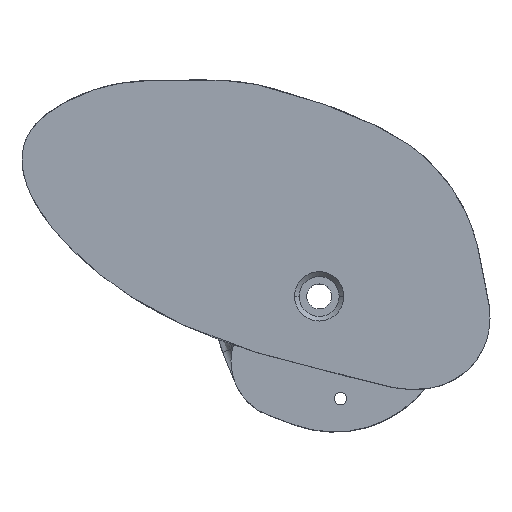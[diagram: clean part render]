
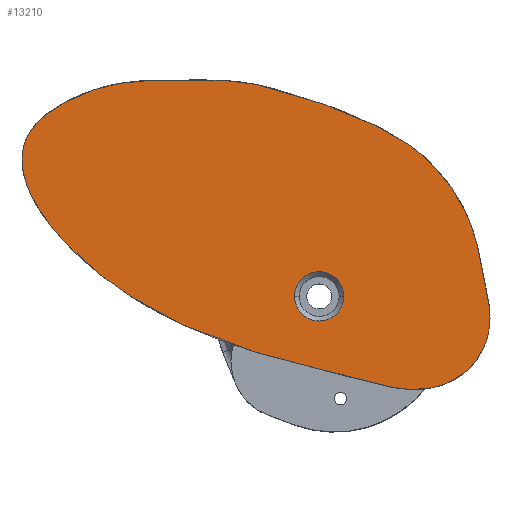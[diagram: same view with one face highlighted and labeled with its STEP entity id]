
A CAD part, top view. The second image highlights one B-rep face of the part: STEP entity #13210.
In plain terms, the highlighted planar face has unit normal (0, 0, 1).
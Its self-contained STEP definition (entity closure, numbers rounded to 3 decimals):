
#235 = EDGE_CURVE ( 'NONE', #11661, #1185, #5448, .T. ) ;
#457 = EDGE_LOOP ( 'NONE', ( #7801, #5377 ) ) ;
#930 = CARTESIAN_POINT ( 'NONE',  ( 6.093, 9.907, 6.35 ) ) ;
#959 = CARTESIAN_POINT ( 'NONE',  ( -14.256, -24.179, 6.35 ) ) ;
#1015 = CARTESIAN_POINT ( 'NONE',  ( -1.298, 11.881, 6.35 ) ) ;
#1185 = VERTEX_POINT ( 'NONE', #3960 ) ;
#1207 = CARTESIAN_POINT ( 'NONE',  ( 4.439, -32.309, 6.35 ) ) ;
#1398 = DIRECTION ( 'NONE',  ( 1., 0., 0. ) ) ;
#2302 = CARTESIAN_POINT ( 'NONE',  ( 23.433, -34.302, 6.35 ) ) ;
#2362 = CARTESIAN_POINT ( 'NONE',  ( 24.481, 3.612, 6.35 ) ) ;
#2470 = CARTESIAN_POINT ( 'NONE',  ( -3.925, 0., 6.35 ) ) ;
#3440 = CARTESIAN_POINT ( 'NONE',  ( 17.808, 6.267, 6.35 ) ) ;
#3470 = CARTESIAN_POINT ( 'NONE',  ( -2.914, -29.94, 6.35 ) ) ;
#3543 = CARTESIAN_POINT ( 'NONE',  ( -12.587, -25.345, 6.35 ) ) ;
#3675 = CARTESIAN_POINT ( 'NONE',  ( -21.408, 14.114, 6.35 ) ) ;
#3716 = ORIENTED_EDGE ( 'NONE', *, *, #5864, .T. ) ;
#3850 = CARTESIAN_POINT ( 'NONE',  ( 3.925, 0., 6.35 ) ) ;
#3960 = CARTESIAN_POINT ( 'NONE',  ( 30.033, 0., 6.35 ) ) ;
#5315 = ORIENTED_EDGE ( 'NONE', *, *, #5636, .T. ) ;
#5357 = CARTESIAN_POINT ( 'NONE',  ( -14.256, -24.179, 6.35 ) ) ;
#5377 = ORIENTED_EDGE ( 'NONE', *, *, #235, .T. ) ;
#5448 = B_SPLINE_CURVE_WITH_KNOTS ( 'NONE', 3,
 ( #959, #3543, #12561, #3470, #1207, #16380, #2302, #11324, #10085, #7362, #15118 ),
 .UNSPECIFIED., .F., .F.,
 ( 4, 1, 1, 1, 1, 1, 1, 1, 4 ),
 ( 0.5, 0.531, 0.563, 0.602, 0.648, 0.695, 0.758, 0.82, 1. ),
 .UNSPECIFIED. ) ;
#5636 = EDGE_CURVE ( 'NONE', #12473, #13893, #15552, .T. ) ;
#5784 = CIRCLE ( 'NONE', #13705, 3.925 ) ;
#5864 = EDGE_CURVE ( 'NONE', #13893, #12473, #5784, .T. ) ;
#5914 = CARTESIAN_POINT ( 'NONE',  ( 30.033, 0., 6.35 ) ) ;
#6084 = CARTESIAN_POINT ( 'NONE',  ( -14.719, 15.175, 6.35 ) ) ;
#6302 = CARTESIAN_POINT ( 'NONE',  ( 0., 0., 6.35 ) ) ;
#6321 = CARTESIAN_POINT ( 'NONE',  ( 0., 0., 6.35 ) ) ;
#6710 = AXIS2_PLACEMENT_3D ( 'NONE', #6302, #9113, #1398 ) ;
#7362 = CARTESIAN_POINT ( 'NONE',  ( 40.674, -6.922, 6.35 ) ) ;
#7398 = B_SPLINE_CURVE_WITH_KNOTS ( 'NONE', 3,
 ( #5914, #2362, #3440, #8736, #930, #16352, #12532, #1015, #7416, #9905, #6084, #3675, #7495, #8817, #8502, #11140, #10986, #12454, #11062, #13529 ),
 .UNSPECIFIED., .F., .F.,
 ( 4, 1, 1, 1, 1, 1, 1, 1, 1, 1, 1, 1, 1, 1, 1, 1, 1, 4 ),
 ( 0., 0.094, 0.117, 0.133, 0.148, 0.156, 0.172, 0.187, 0.211, 0.242, 0.273, 0.313, 0.344, 0.367, 0.398, 0.43, 0.461, 0.5 ),
 .UNSPECIFIED. ) ;
#7416 = CARTESIAN_POINT ( 'NONE',  ( -4.76, 12.786, 6.35 ) ) ;
#7495 = CARTESIAN_POINT ( 'NONE',  ( -26.551, 9.162, 6.35 ) ) ;
#7795 = PLANE ( 'NONE',  #6710 ) ;
#7801 = ORIENTED_EDGE ( 'NONE', *, *, #15091, .T. ) ;
#8148 = DIRECTION ( 'NONE',  ( 0., 0., -1. ) ) ;
#8160 = AXIS2_PLACEMENT_3D ( 'NONE', #6321, #11289, #11374 ) ;
#8502 = CARTESIAN_POINT ( 'NONE',  ( -26.216, -2.538, 6.35 ) ) ;
#8736 = CARTESIAN_POINT ( 'NONE',  ( 9.589, 9.131, 6.35 ) ) ;
#8791 = FACE_BOUND ( 'NONE', #11102, .T. ) ;
#8817 = CARTESIAN_POINT ( 'NONE',  ( -27.516, 2.932, 6.35 ) ) ;
#9113 = DIRECTION ( 'NONE',  ( 0., 0., 1. ) ) ;
#9387 = DIRECTION ( 'NONE',  ( 1., 0., 0. ) ) ;
#9905 = CARTESIAN_POINT ( 'NONE',  ( -9.17, 13.985, 6.35 ) ) ;
#10085 = CARTESIAN_POINT ( 'NONE',  ( 56.072, -23.618, 6.35 ) ) ;
#10447 = FACE_OUTER_BOUND ( 'NONE', #457, .T. ) ;
#10631 = CARTESIAN_POINT ( 'NONE',  ( 0., 0., 6.35 ) ) ;
#10986 = CARTESIAN_POINT ( 'NONE',  ( -23.331, -13.916, 6.35 ) ) ;
#11062 = CARTESIAN_POINT ( 'NONE',  ( -16.343, -22.721, 6.35 ) ) ;
#11102 = EDGE_LOOP ( 'NONE', ( #3716, #5315 ) ) ;
#11140 = CARTESIAN_POINT ( 'NONE',  ( -25.34, -8.07, 6.35 ) ) ;
#11289 = DIRECTION ( 'NONE',  ( 0., 0., -1. ) ) ;
#11324 = CARTESIAN_POINT ( 'NONE',  ( 33.5, -34.61, 6.35 ) ) ;
#11374 = DIRECTION ( 'NONE',  ( 1., 0., 0. ) ) ;
#11661 = VERTEX_POINT ( 'NONE', #5357 ) ;
#12454 = CARTESIAN_POINT ( 'NONE',  ( -19.673, -19.474, 6.35 ) ) ;
#12473 = VERTEX_POINT ( 'NONE', #2470 ) ;
#12532 = CARTESIAN_POINT ( 'NONE',  ( 1.17, 11.238, 6.35 ) ) ;
#12561 = CARTESIAN_POINT ( 'NONE',  ( -8.946, -27.235, 6.35 ) ) ;
#13210 = ADVANCED_FACE ( 'NONE', ( #8791, #10447 ), #7795, .T. ) ;
#13529 = CARTESIAN_POINT ( 'NONE',  ( -14.256, -24.179, 6.35 ) ) ;
#13705 = AXIS2_PLACEMENT_3D ( 'NONE', #10631, #8148, #9387 ) ;
#13893 = VERTEX_POINT ( 'NONE', #3850 ) ;
#15091 = EDGE_CURVE ( 'NONE', #1185, #11661, #7398, .T. ) ;
#15118 = CARTESIAN_POINT ( 'NONE',  ( 30.033, 0., 6.35 ) ) ;
#15552 = CIRCLE ( 'NONE', #8160, 3.925 ) ;
#16352 = CARTESIAN_POINT ( 'NONE',  ( 3.634, 10.582, 6.35 ) ) ;
#16380 = CARTESIAN_POINT ( 'NONE',  ( 12.646, -34.643, 6.35 ) ) ;
